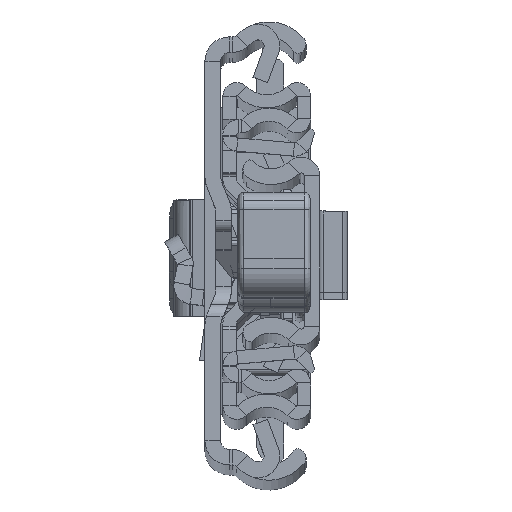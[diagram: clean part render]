
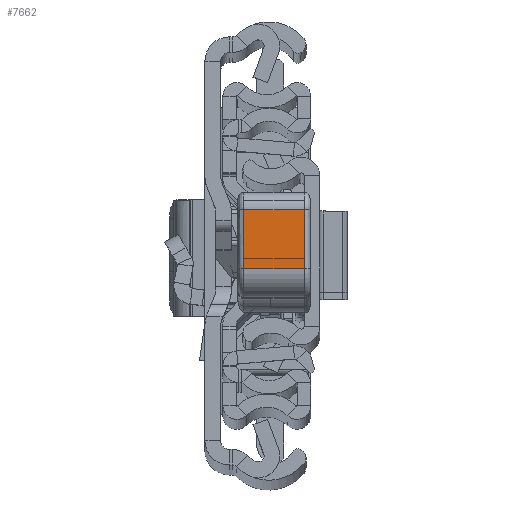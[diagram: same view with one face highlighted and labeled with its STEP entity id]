
A CAD part, top view. The second image highlights one B-rep face of the part: STEP entity #7662.
In plain terms, the highlighted face is planar.
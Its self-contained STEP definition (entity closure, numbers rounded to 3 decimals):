
#373 = DIRECTION ( 'NONE',  ( -0.027, -1., 0. ) ) ;
#1433 = VERTEX_POINT ( 'NONE', #31689 ) ;
#2687 = DIRECTION ( 'NONE',  ( 0.027, 1., 0. ) ) ;
#3346 = LINE ( 'NONE', #26629, #13606 ) ;
#6156 = LINE ( 'NONE', #17672, #34512 ) ;
#7662 = ADVANCED_FACE ( 'NONE', ( #22447 ), #34723, .F. ) ;
#7840 = DIRECTION ( 'NONE',  ( 0., 0., 1. ) ) ;
#8404 = ORIENTED_EDGE ( 'NONE', *, *, #14740, .F. ) ;
#9911 = VECTOR ( 'NONE', #2687, 1000. ) ;
#10760 = DIRECTION ( 'NONE',  ( -0.027, -1., 0. ) ) ;
#11236 = EDGE_CURVE ( 'NONE', #36151, #12768, #34944, .T. ) ;
#12114 = ORIENTED_EDGE ( 'NONE', *, *, #11236, .F. ) ;
#12639 = AXIS2_PLACEMENT_3D ( 'NONE', #28446, #13619, #10760 ) ;
#12768 = VERTEX_POINT ( 'NONE', #22764 ) ;
#13606 = VECTOR ( 'NONE', #14889, 1000. ) ;
#13619 = DIRECTION ( 'NONE',  ( -1., 0.027, 0. ) ) ;
#14740 = EDGE_CURVE ( 'NONE', #27677, #1433, #6156, .T. ) ;
#14889 = DIRECTION ( 'NONE',  ( 0., 0., -1. ) ) ;
#15828 = EDGE_CURVE ( 'NONE', #12768, #27677, #3346, .T. ) ;
#17027 = EDGE_LOOP ( 'NONE', ( #29228, #8404, #24176, #12114 ) ) ;
#17672 = CARTESIAN_POINT ( 'NONE',  ( 39.55, -12.274, -10. ) ) ;
#19744 = VECTOR ( 'NONE', #7840, 1000. ) ;
#20518 = CARTESIAN_POINT ( 'NONE',  ( 39.55, -12.274, 0. ) ) ;
#22447 = FACE_OUTER_BOUND ( 'NONE', #17027, .T. ) ;
#22764 = CARTESIAN_POINT ( 'NONE',  ( 39.818, -2.465, 0. ) ) ;
#24176 = ORIENTED_EDGE ( 'NONE', *, *, #15828, .F. ) ;
#25416 = EDGE_CURVE ( 'NONE', #1433, #36151, #28045, .T. ) ;
#26629 = CARTESIAN_POINT ( 'NONE',  ( 39.818, -2.465, -11. ) ) ;
#27677 = VERTEX_POINT ( 'NONE', #34370 ) ;
#27844 = CARTESIAN_POINT ( 'NONE',  ( 39.55, -12.274, -11. ) ) ;
#28045 = LINE ( 'NONE', #27844, #19744 ) ;
#28446 = CARTESIAN_POINT ( 'NONE',  ( 39.55, -12.274, -11. ) ) ;
#29037 = CARTESIAN_POINT ( 'NONE',  ( 39.55, -12.274, 0. ) ) ;
#29228 = ORIENTED_EDGE ( 'NONE', *, *, #25416, .F. ) ;
#31689 = CARTESIAN_POINT ( 'NONE',  ( 39.55, -12.274, -10. ) ) ;
#34370 = CARTESIAN_POINT ( 'NONE',  ( 39.818, -2.465, -10. ) ) ;
#34512 = VECTOR ( 'NONE', #373, 1000. ) ;
#34723 = PLANE ( 'NONE',  #12639 ) ;
#34944 = LINE ( 'NONE', #29037, #9911 ) ;
#36151 = VERTEX_POINT ( 'NONE', #20518 ) ;
